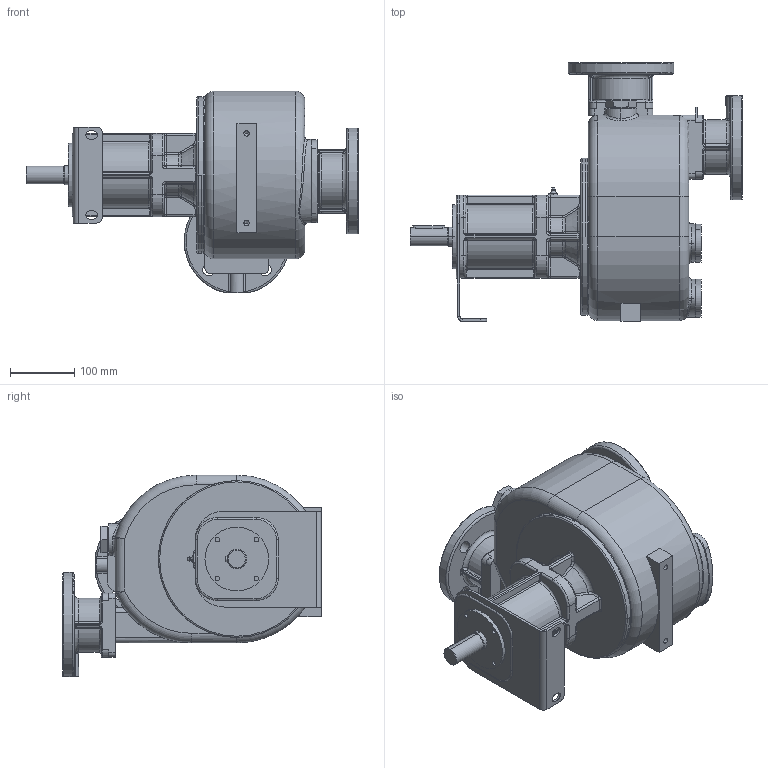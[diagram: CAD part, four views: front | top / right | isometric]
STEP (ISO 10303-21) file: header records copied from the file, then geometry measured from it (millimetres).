
FILE_DESCRIPTION((''),'2;1');
FILE_NAME('S_63_B_F','2023-02-08T11:04:05',('Nicola'),(''),'CREO PARAMETRIC BY PTC INC, 2022284','CREO PARAMETRIC BY PTC INC, 2022284','');
FILE_SCHEMA(('CONFIG_CONTROL_DESIGN'));
Length unit declared in the file: millimetre
Products named in the file (1): S_63_B_F
Bounding box: 518.5 x 404 x 315 mm (x, y, z)
Volume: 15236225.3 mm3; surface area: 661894.4 mm2
Topology: 1 solids, 2 shells, 839 faces, 1943 edges, 1151 vertices
Faces by surface type: cylinder 343, plane 207, torus 115, bspline 100, cone 48, sphere 22, extrusion 4
Entity records: 37870 total; most frequent: CARTESIAN_POINT 19132, DIRECTION 4021, ORIENTED_EDGE 3878, EDGE_CURVE 1939, AXIS2_PLACEMENT_3D 1661, VERTEX_POINT 1151, CIRCLE 922, EDGE_LOOP 910
